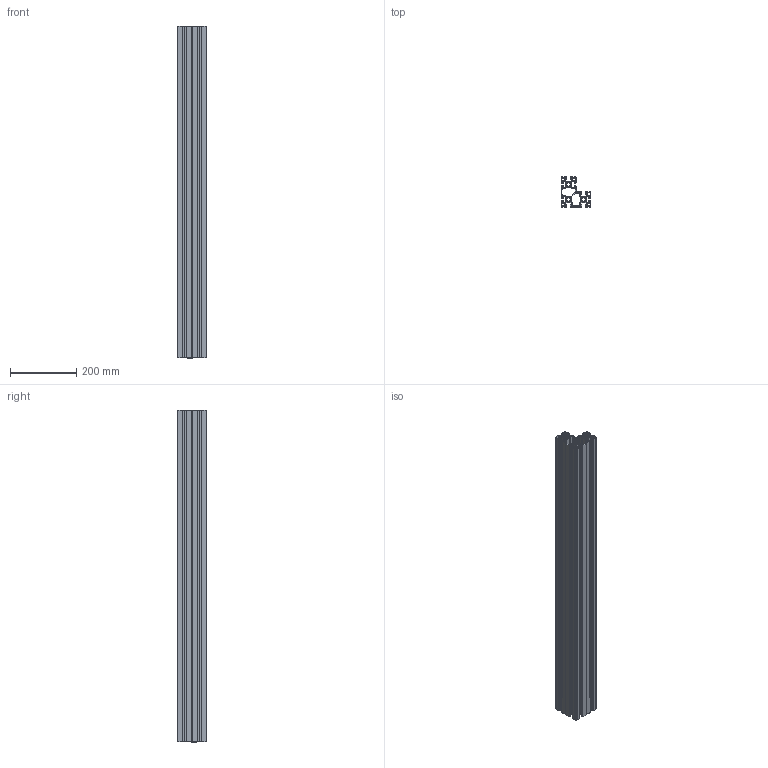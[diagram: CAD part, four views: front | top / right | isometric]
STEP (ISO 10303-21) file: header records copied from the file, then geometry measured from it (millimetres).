
FILE_DESCRIPTION (( 'STEP AP214' ), '1' );
FILE_NAME ('599.22LX Êîíñòðóêöèîííûé ïðîôèëü 90õ90.22L.STEP', '2019-11-08T14:21:00', ( 'Windows User' ), ( '' ), 'SwSTEP 2.0', 'SolidWorks 2019', '' );
FILE_SCHEMA (( 'AUTOMOTIVE_DESIGN' ));
Length unit declared in the file: millimetre
Products named in the file (1): 599.22LX Êîíñòðóêöèîííûé ïðîôèëü 90õ90.22L
Bounding box: 90 x 90 x 1000 mm (x, y, z)
Volume: 1527592.9 mm3; surface area: 1489234.7 mm2
Topology: 1 solids, 1 shells, 832 faces, 2491 edges, 1660 vertices
Faces by surface type: plane 421, cylinder 411
Entity records: 28315 total; most frequent: CARTESIAN_POINT 4984, ORIENTED_EDGE 4982, DIRECTION 4979, EDGE_CURVE 2491, VECTOR 1669, LINE 1669, VERTEX_POINT 1660, AXIS2_PLACEMENT_3D 1655
